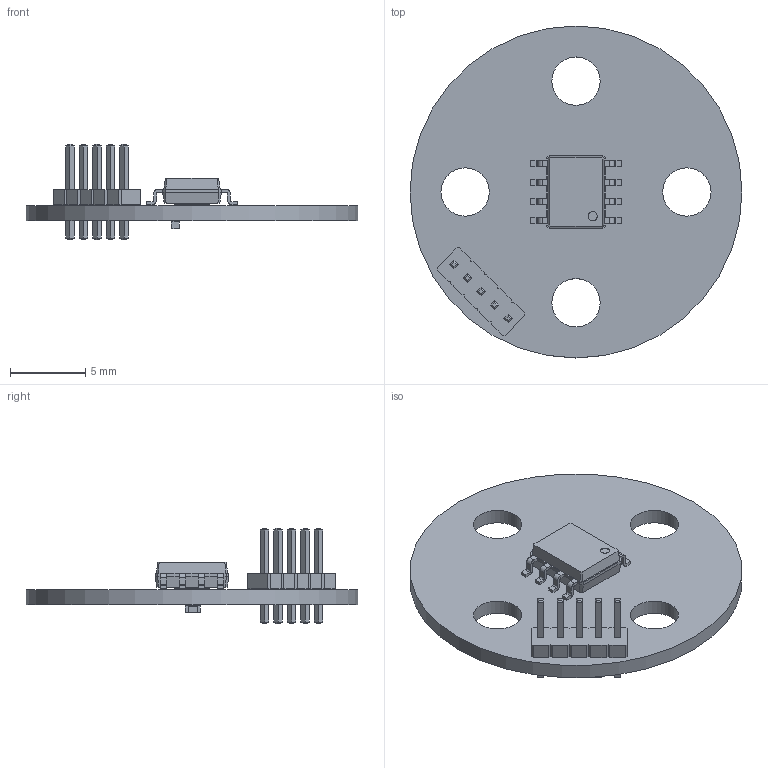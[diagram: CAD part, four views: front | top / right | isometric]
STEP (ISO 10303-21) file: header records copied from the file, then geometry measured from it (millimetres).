
FILE_DESCRIPTION(('KiCad electronic assembly'),'2;1');
FILE_NAME('TLI5012B.step','2020-11-08T09:52:49',('An Author'),( 'A Company'),'Open CASCADE STEP processor 6.9', 'KiCad to STEP converter','Unknown');
FILE_SCHEMA(('AUTOMOTIVE_DESIGN { 1 0 10303 214 1 1 1 1 }'));
Length unit declared in the file: millimetre
Products named in the file (8): Open CASCADE STEP translator 6.9 1; C_0402_1005Metric; SOLID; SOIC-8-1EP_3.9x4.9mm_P1.27mm_EP2.35x2.35mm; PinHeader_1x05_P1.27mm_Vertical; COMPOUND
Assembly tree (7 placements, depth 3):
  Open CASCADE STEP translator 6.9 1
    C_0402_1005Metric
      SOLID
    SOIC-8-1EP_3.9x4.9mm_P1.27mm_EP2.35x2.35mm
      SOLID
    PinHeader_1x05_P1.27mm_Vertical
      SOLID
    COMPOUND
Bounding box: 22.01 x 22.01 x 6.3 mm (x, y, z)
Volume: 394.9 mm3; surface area: 979.9 mm2
Topology: 4 solids, 4 shells, 325 faces, 813 edges, 510 vertices
Faces by surface type: plane 238, cylinder 55, bspline 32
Full cylindrical faces by diameter (mm): 0.6 x1, 0.65 x5, 3.2 x4, 22.007 x1
Entity records: 22647 total; most frequent: CARTESIAN_POINT 3928, DIRECTION 3010, LINE 2123, VECTOR 2123, ORIENTED_EDGE 1626, PCURVE 1626, DEFINITIONAL_REPRESENTATION 1626, EDGE_CURVE 813
